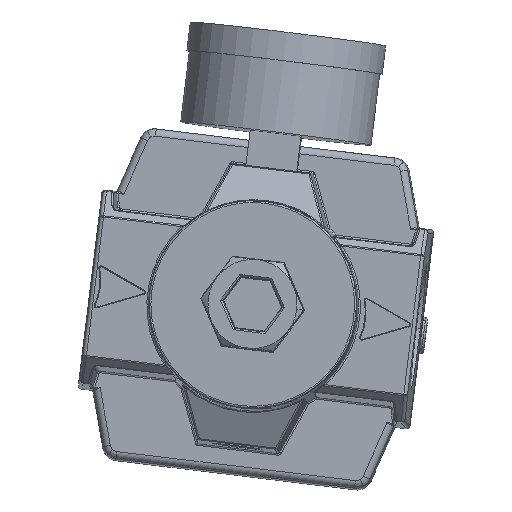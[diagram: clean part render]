
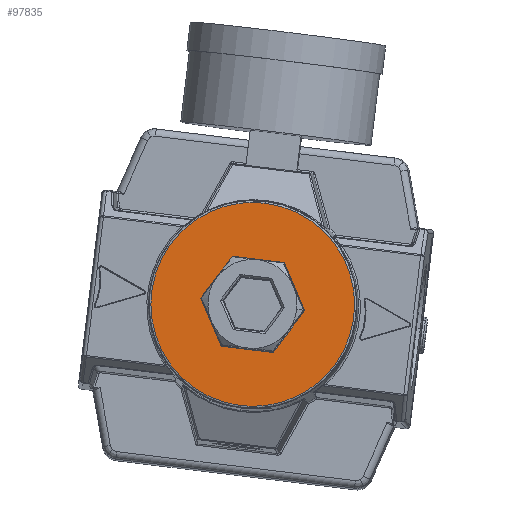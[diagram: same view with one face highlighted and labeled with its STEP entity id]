
A CAD part, front view. The second image highlights one B-rep face of the part: STEP entity #97835.
In plain terms, the highlighted face is planar.
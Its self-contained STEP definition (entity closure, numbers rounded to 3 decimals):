
#1356 = EDGE_CURVE ( 'NONE', #90531, #22992, #37818, .T. ) ;
#1594 = VECTOR ( 'NONE', #29214, 1000. ) ;
#2428 = EDGE_CURVE ( 'NONE', #52289, #38160, #87110, .T. ) ;
#2588 = CARTESIAN_POINT ( 'NONE',  ( 14.087, 0., 0. ) ) ;
#5053 = EDGE_CURVE ( 'NONE', #36488, #92585, #96964, .T. ) ;
#5393 = ORIENTED_EDGE ( 'NONE', *, *, #12107, .F. ) ;
#7964 = CARTESIAN_POINT ( 'NONE',  ( -54.878, 0., 27.439 ) ) ;
#8346 =( BOUNDED_CURVE ( )  B_SPLINE_CURVE ( 3, ( #101776, #33612, #7964, #67958 ),
 .UNSPECIFIED., .F., .F. ) 
 B_SPLINE_CURVE_WITH_KNOTS ( ( 4, 4 ),
 ( 0., 1. ),
 .UNSPECIFIED. ) 
 CURVE ( )  GEOMETRIC_REPRESENTATION_ITEM ( )  RATIONAL_B_SPLINE_CURVE ( ( 1., 0.333, 0.333, 1. ) ) 
 REPRESENTATION_ITEM ( '' )  );
#12107 = EDGE_CURVE ( 'NONE', #38160, #32482, #96649, .T. ) ;
#14730 = CARTESIAN_POINT ( 'NONE',  ( -7.046, 0., 12.197 ) ) ;
#18430 = ORIENTED_EDGE ( 'NONE', *, *, #21894, .F. ) ;
#19132 = CARTESIAN_POINT ( 'NONE',  ( 0., 0., -27.439 ) ) ;
#19147 = CARTESIAN_POINT ( 'NONE',  ( 0., 0., 27.439 ) ) ;
#19273 = CARTESIAN_POINT ( 'NONE',  ( 54.878, 0., 27.439 ) ) ;
#19404 = VECTOR ( 'NONE', #107639, 1000. ) ;
#21621 = VECTOR ( 'NONE', #37483, 1000. ) ;
#21894 = EDGE_CURVE ( 'NONE', #22992, #64022, #95655, .T. ) ;
#22234 = CARTESIAN_POINT ( 'NONE',  ( 54.878, 0., -27.439 ) ) ;
#22278 = DIRECTION ( 'NONE',  ( -0.5, 0., -0.866 ) ) ;
#22992 = VERTEX_POINT ( 'NONE', #92698 ) ;
#23949 = EDGE_CURVE ( 'NONE', #64022, #52289, #42264, .T. ) ;
#27147 = EDGE_CURVE ( 'NONE', #92585, #36488, #8346, .T. ) ;
#27258 = LINE ( 'NONE', #54666, #1594 ) ;
#29128 = ORIENTED_EDGE ( 'NONE', *, *, #1356, .F. ) ;
#29214 = DIRECTION ( 'NONE',  ( -0.5, 0., 0.866 ) ) ;
#30249 = VECTOR ( 'NONE', #22278, 1000. ) ;
#32482 = VERTEX_POINT ( 'NONE', #2588 ) ;
#33612 = CARTESIAN_POINT ( 'NONE',  ( -54.878, 0., -27.439 ) ) ;
#36290 = AXIS2_PLACEMENT_3D ( 'NONE', #89382, #38297, #97952 ) ;
#36488 = VERTEX_POINT ( 'NONE', #82078 ) ;
#37483 = DIRECTION ( 'NONE',  ( 1., 0., 0. ) ) ;
#37707 = CARTESIAN_POINT ( 'NONE',  ( 0., 0., -12.2 ) ) ;
#37818 = LINE ( 'NONE', #106627, #83225 ) ;
#38160 = VERTEX_POINT ( 'NONE', #105823 ) ;
#38297 = DIRECTION ( 'NONE',  ( 0., 1., 0. ) ) ;
#42264 = LINE ( 'NONE', #107909, #19404 ) ;
#45979 = ORIENTED_EDGE ( 'NONE', *, *, #23949, .F. ) ;
#50080 = ORIENTED_EDGE ( 'NONE', *, *, #5053, .F. ) ;
#52289 = VERTEX_POINT ( 'NONE', #58072 ) ;
#54666 = CARTESIAN_POINT ( 'NONE',  ( 14.087, 0., 0. ) ) ;
#55129 = PLANE ( 'NONE',  #36290 ) ;
#58072 = CARTESIAN_POINT ( 'NONE',  ( -7.044, 0., -12.2 ) ) ;
#63180 = FACE_OUTER_BOUND ( 'NONE', #64364, .T. ) ;
#64022 = VERTEX_POINT ( 'NONE', #109367 ) ;
#64364 = EDGE_LOOP ( 'NONE', ( #50080, #76837 ) ) ;
#67958 = CARTESIAN_POINT ( 'NONE',  ( 0., 0., 27.439 ) ) ;
#67970 = ORIENTED_EDGE ( 'NONE', *, *, #2428, .F. ) ;
#71326 = VECTOR ( 'NONE', #85440, 1000. ) ;
#75803 = ORIENTED_EDGE ( 'NONE', *, *, #102782, .F. ) ;
#76837 = ORIENTED_EDGE ( 'NONE', *, *, #27147, .F. ) ;
#79795 = CARTESIAN_POINT ( 'NONE',  ( 7.046, 0., 12.197 ) ) ;
#82078 = CARTESIAN_POINT ( 'NONE',  ( 0., 0., 27.439 ) ) ;
#83225 = VECTOR ( 'NONE', #106613, 1000. ) ;
#83728 = CARTESIAN_POINT ( 'NONE',  ( 7.044, 0., -12.2 ) ) ;
#85440 = DIRECTION ( 'NONE',  ( 0.5, 0., 0.866 ) ) ;
#87110 = LINE ( 'NONE', #37707, #21621 ) ;
#89382 = CARTESIAN_POINT ( 'NONE',  ( 0., 0., 0. ) ) ;
#90531 = VERTEX_POINT ( 'NONE', #79795 ) ;
#92585 = VERTEX_POINT ( 'NONE', #98080 ) ;
#92698 = CARTESIAN_POINT ( 'NONE',  ( -7.046, 0., 12.197 ) ) ;
#95655 = LINE ( 'NONE', #14730, #30249 ) ;
#96649 = LINE ( 'NONE', #83728, #71326 ) ;
#96964 =( BOUNDED_CURVE ( )  B_SPLINE_CURVE ( 3, ( #19147, #19273, #22234, #19132 ),
 .UNSPECIFIED., .F., .F. ) 
 B_SPLINE_CURVE_WITH_KNOTS ( ( 4, 4 ),
 ( 0., 1. ),
 .UNSPECIFIED. ) 
 CURVE ( )  GEOMETRIC_REPRESENTATION_ITEM ( )  RATIONAL_B_SPLINE_CURVE ( ( 1., 0.333, 0.333, 1. ) ) 
 REPRESENTATION_ITEM ( '' )  );
#97835 = ADVANCED_FACE ( 'NONE', ( #63180, #103047 ), #55129, .F. ) ;
#97952 = DIRECTION ( 'NONE',  ( 0., 0., 1. ) ) ;
#98080 = CARTESIAN_POINT ( 'NONE',  ( 0., 0., -27.439 ) ) ;
#101776 = CARTESIAN_POINT ( 'NONE',  ( 0., 0., -27.439 ) ) ;
#102782 = EDGE_CURVE ( 'NONE', #32482, #90531, #27258, .T. ) ;
#102818 = EDGE_LOOP ( 'NONE', ( #45979, #18430, #29128, #75803, #5393, #67970 ) ) ;
#103047 = FACE_BOUND ( 'NONE', #102818, .T. ) ;
#105823 = CARTESIAN_POINT ( 'NONE',  ( 7.044, 0., -12.2 ) ) ;
#106613 = DIRECTION ( 'NONE',  ( -1., 0., 0. ) ) ;
#106627 = CARTESIAN_POINT ( 'NONE',  ( 0., 0., 12.197 ) ) ;
#107639 = DIRECTION ( 'NONE',  ( 0.5, 0., -0.866 ) ) ;
#107909 = CARTESIAN_POINT ( 'NONE',  ( -14.087, 0., 0. ) ) ;
#109367 = CARTESIAN_POINT ( 'NONE',  ( -14.087, 0., 0. ) ) ;
